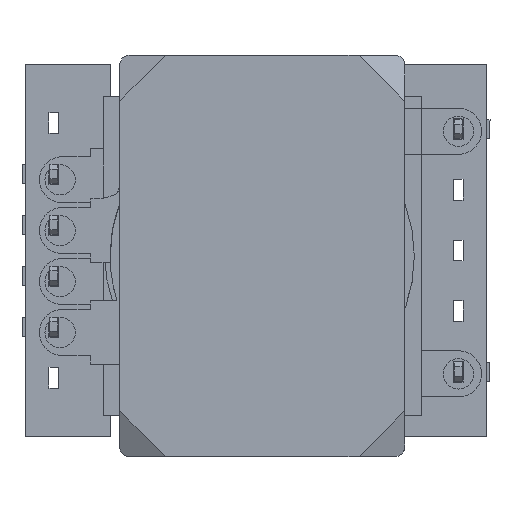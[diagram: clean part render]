
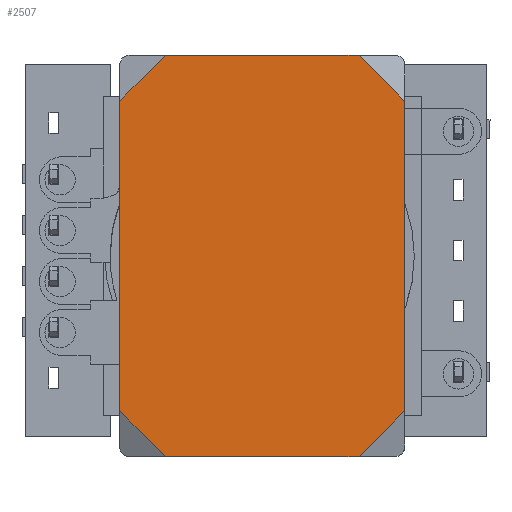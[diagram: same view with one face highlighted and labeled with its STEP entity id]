
A CAD part, top view. The second image highlights one B-rep face of the part: STEP entity #2507.
In plain terms, the highlighted planar face has unit normal (0, 0, 1).
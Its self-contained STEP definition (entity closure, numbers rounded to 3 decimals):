
#1 = CARTESIAN_POINT ( 'NONE',  ( 20.115, -20.115, 0. ) ) ;
#162 = EDGE_CURVE ( 'NONE', #6651, #2194, #3641, .T. ) ;
#244 = ORIENTED_EDGE ( 'NONE', *, *, #7311, .T. ) ;
#329 = DIRECTION ( 'NONE',  ( 0., -1., 0. ) ) ;
#370 = ORIENTED_EDGE ( 'NONE', *, *, #2325, .T. ) ;
#434 = ORIENTED_EDGE ( 'NONE', *, *, #7719, .T. ) ;
#899 = CARTESIAN_POINT ( 'NONE',  ( 0., -2.87, 0. ) ) ;
#1029 = CARTESIAN_POINT ( 'NONE',  ( 0., -25.2, 0. ) ) ;
#1173 = LINE ( 'NONE', #5641, #4447 ) ;
#1269 = ORIENTED_EDGE ( 'NONE', *, *, #162, .T. ) ;
#1354 = VECTOR ( 'NONE', #1456, 1000. ) ;
#1456 = DIRECTION ( 'NONE',  ( 0.707, 0.707, 0. ) ) ;
#1637 = LINE ( 'NONE', #8238, #6050 ) ;
#1959 = CARTESIAN_POINT ( 'NONE',  ( 2.87, 0., 0. ) ) ;
#1974 = CARTESIAN_POINT ( 'NONE',  ( 15.03, 0., 0. ) ) ;
#2024 = DIRECTION ( 'NONE',  ( 0., 1., 0. ) ) ;
#2072 = FACE_OUTER_BOUND ( 'NONE', #6980, .T. ) ;
#2082 = CARTESIAN_POINT ( 'NONE',  ( 17.9, -22.33, 0. ) ) ;
#2194 = VERTEX_POINT ( 'NONE', #2082 ) ;
#2246 = DIRECTION ( 'NONE',  ( 0.707, -0.707, 0. ) ) ;
#2286 = ORIENTED_EDGE ( 'NONE', *, *, #6649, .T. ) ;
#2325 = EDGE_CURVE ( 'NONE', #2194, #8298, #1173, .T. ) ;
#2341 = CARTESIAN_POINT ( 'NONE',  ( -11.165, -11.165, 0. ) ) ;
#2507 = ADVANCED_FACE ( 'NONE', ( #2072 ), #5010, .T. ) ;
#2511 = CARTESIAN_POINT ( 'NONE',  ( 15.03, -25.2, 0. ) ) ;
#2582 = CARTESIAN_POINT ( 'NONE',  ( 0., 0., 0. ) ) ;
#2740 = CARTESIAN_POINT ( 'NONE',  ( 1.435, -1.435, 0. ) ) ;
#3201 = DIRECTION ( 'NONE',  ( -0.707, 0.707, 0. ) ) ;
#3222 = DIRECTION ( 'NONE',  ( 1., 0., 0. ) ) ;
#3357 = LINE ( 'NONE', #5488, #3441 ) ;
#3413 = LINE ( 'NONE', #1029, #6842 ) ;
#3441 = VECTOR ( 'NONE', #8306, 1000. ) ;
#3444 = VERTEX_POINT ( 'NONE', #1959 ) ;
#3641 = LINE ( 'NONE', #1, #1354 ) ;
#4105 = VERTEX_POINT ( 'NONE', #5832 ) ;
#4127 = ORIENTED_EDGE ( 'NONE', *, *, #7179, .T. ) ;
#4286 = DIRECTION ( 'NONE',  ( 1., 0., 0. ) ) ;
#4447 = VECTOR ( 'NONE', #2024, 1000. ) ;
#4556 = LINE ( 'NONE', #2341, #4573 ) ;
#4573 = VECTOR ( 'NONE', #2246, 1000. ) ;
#5010 = PLANE ( 'NONE',  #6592 ) ;
#5150 = CARTESIAN_POINT ( 'NONE',  ( 0., -22.33, 0. ) ) ;
#5260 = EDGE_CURVE ( 'NONE', #8298, #7910, #1637, .T. ) ;
#5488 = CARTESIAN_POINT ( 'NONE',  ( 0., 0., 0. ) ) ;
#5641 = CARTESIAN_POINT ( 'NONE',  ( 17.9, 0., 0. ) ) ;
#5832 = CARTESIAN_POINT ( 'NONE',  ( 2.87, -25.2, 0. ) ) ;
#5847 = EDGE_CURVE ( 'NONE', #3444, #8285, #7822, .T. ) ;
#6050 = VECTOR ( 'NONE', #3201, 1000. ) ;
#6324 = ORIENTED_EDGE ( 'NONE', *, *, #5847, .T. ) ;
#6592 = AXIS2_PLACEMENT_3D ( 'NONE', #7922, #7255, #4286 ) ;
#6649 = EDGE_CURVE ( 'NONE', #7910, #3444, #3357, .T. ) ;
#6651 = VERTEX_POINT ( 'NONE', #2511 ) ;
#6842 = VECTOR ( 'NONE', #3222, 1000. ) ;
#6866 = VERTEX_POINT ( 'NONE', #5150 ) ;
#6906 = LINE ( 'NONE', #2582, #9139 ) ;
#6936 = ORIENTED_EDGE ( 'NONE', *, *, #5260, .T. ) ;
#6980 = EDGE_LOOP ( 'NONE', ( #434, #1269, #370, #6936, #2286, #6324, #4127, #244 ) ) ;
#7179 = EDGE_CURVE ( 'NONE', #8285, #6866, #6906, .T. ) ;
#7255 = DIRECTION ( 'NONE',  ( 0., 0., 1. ) ) ;
#7311 = EDGE_CURVE ( 'NONE', #6866, #4105, #4556, .T. ) ;
#7701 = VECTOR ( 'NONE', #7775, 1000. ) ;
#7719 = EDGE_CURVE ( 'NONE', #4105, #6651, #3413, .T. ) ;
#7775 = DIRECTION ( 'NONE',  ( -0.707, -0.707, 0. ) ) ;
#7822 = LINE ( 'NONE', #2740, #7701 ) ;
#7910 = VERTEX_POINT ( 'NONE', #1974 ) ;
#7922 = CARTESIAN_POINT ( 'NONE',  ( 0., 0., 0. ) ) ;
#8238 = CARTESIAN_POINT ( 'NONE',  ( 7.515, 7.515, 0. ) ) ;
#8285 = VERTEX_POINT ( 'NONE', #899 ) ;
#8298 = VERTEX_POINT ( 'NONE', #9002 ) ;
#8306 = DIRECTION ( 'NONE',  ( -1., 0., 0. ) ) ;
#9002 = CARTESIAN_POINT ( 'NONE',  ( 17.9, -2.87, 0. ) ) ;
#9139 = VECTOR ( 'NONE', #329, 1000. ) ;
